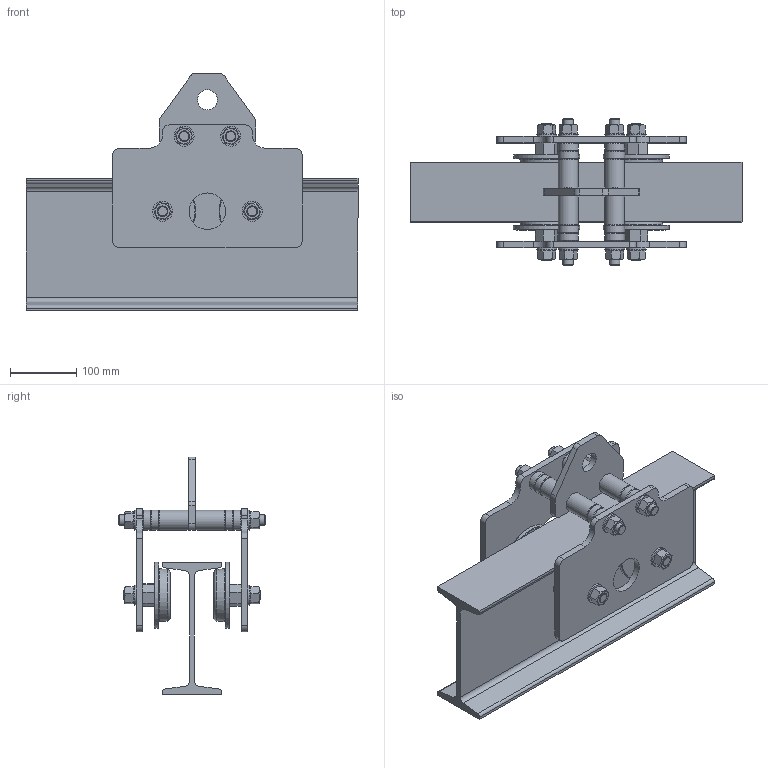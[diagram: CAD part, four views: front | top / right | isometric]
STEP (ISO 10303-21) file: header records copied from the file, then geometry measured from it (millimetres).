
FILE_DESCRIPTION(/* description */ (''),/* implementation_level */ '2;1');
FILE_NAME(/* name */ 'J.KEDI GRUBU.stp',/* time_stamp */ '2016-11-27T11:31:05+03:00',/* author */ ('dkaraoglu'),/* organization */ (''),/* preprocessor_version */ 'ST-DEVELOPER v16.1',/* originating_system */ 'Autodesk Inventor 2016',/* authorisation */ '');
FILE_SCHEMA (('AUTOMOTIVE_DESIGN { 1 0 10303 214 3 1 1 }'));
Length unit declared in the file: millimetre
Products named in the file (14): J. KEDI LAMASI; J. KEDI ARA MILI; J. KEDI TEKER MILI; J. KEDI TEKERI; J. KEDI UZUN BURCU; J. KEDI KISA BURCU; J. KEDI ARA LAMASI; DIN 625 T1 - 6204 - 20 x 47 x 14; ISO 4032 - M16 - ISO; DIN 126 - 17,5; DIN 472 - 47 x 1,75; DIN 471 - 20x1,2; IPB DIN 1025; J.KEDI GRUBU
Assembly tree (59 placements, depth 2):
  J.KEDI GRUBU
    J. KEDI LAMASI  x2
    J. KEDI ARA MILI  x2
    J. KEDI TEKER MILI  x4
    J. KEDI TEKERI  x4
    J. KEDI UZUN BURCU  x4
    J. KEDI KISA BURCU  x8
    J. KEDI ARA LAMASI
    DIN 625 T1 - 6204 - 20 x 47 x 14  x4
    ISO 4032 - M16 - ISO  x8
    DIN 126 - 17,5  x8
    DIN 472 - 47 x 1,75  x9
    DIN 471 - 20x1,2  x4
    IPB DIN 1025
Bounding box: 500 x 220 x 358 mm (x, y, z)
Volume: 3492191.9 mm3; surface area: 858357.7 mm2
Topology: 87 solids, 87 shells, 763 faces, 1697 edges, 1096 vertices
Faces by surface type: plane 310, cylinder 253, cone 96, torus 80, sphere 24
Full cylindrical faces by diameter (mm): 2 x8, 2.5 x18, 13.835 x8, 16 x6, 16.5 x22, 17.5 x8, 17.671 x4, 20 x12, 28.64 x8, 30 x21, 38.36 x8, 47 x16, 49 x8, 55 x2, 100 x4
Entity records: 5891 total; most frequent: DIRECTION 1088, CARTESIAN_POINT 935, ORIENTED_EDGE 756, AXIS2_PLACEMENT_3D 465, EDGE_CURVE 366, EDGE_LOOP 312, VERTEX_POINT 276, CIRCLE 196
